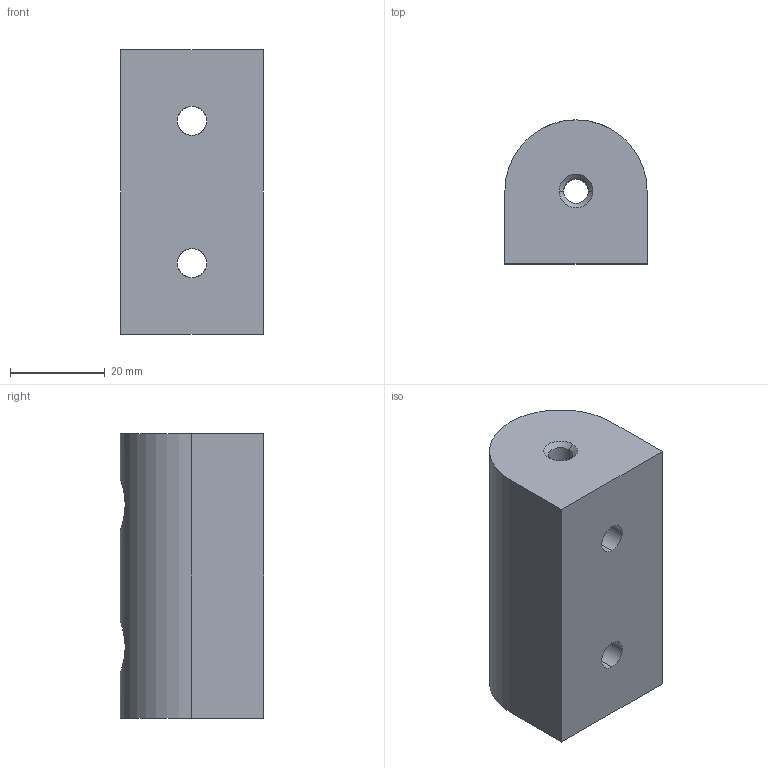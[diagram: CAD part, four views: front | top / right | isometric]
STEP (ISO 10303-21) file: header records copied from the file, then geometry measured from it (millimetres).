
FILE_DESCRIPTION (( 'STEP AP214' ), '1' );
FILE_NAME ('1.STEP', '2022-02-28T10:22:10', ( '砐錪賧瘔蠈錪 Windows' ), ( '' ), 'SwSTEP 2.0', 'SolidWorks 2021', '' );
FILE_SCHEMA (( 'AUTOMOTIVE_DESIGN' ));
Length unit declared in the file: millimetre
Products named in the file (2): 1; Äâîéíîé ïîâîðîòíûé êðîíøòåéí, ïàç 8, A460
Assembly tree (1 placements, depth 2):
  1
    Äâîéíîé ïîâîðîòíûé êðîíøòåéí, ïàç 8, A460
Bounding box: 30 x 30.3 x 60 mm (x, y, z)
Volume: 44951.3 mm3; surface area: 9997.5 mm2
Topology: 1 solids, 1 shells, 26 faces, 74 edges, 48 vertices
Faces by surface type: cylinder 15, plane 7, cone 4
Entity records: 1366 total; most frequent: CARTESIAN_POINT 580, ORIENTED_EDGE 148, DIRECTION 136, EDGE_CURVE 74, AXIS2_PLACEMENT_3D 52, VERTEX_POINT 48, EDGE_LOOP 34, LINE 32
